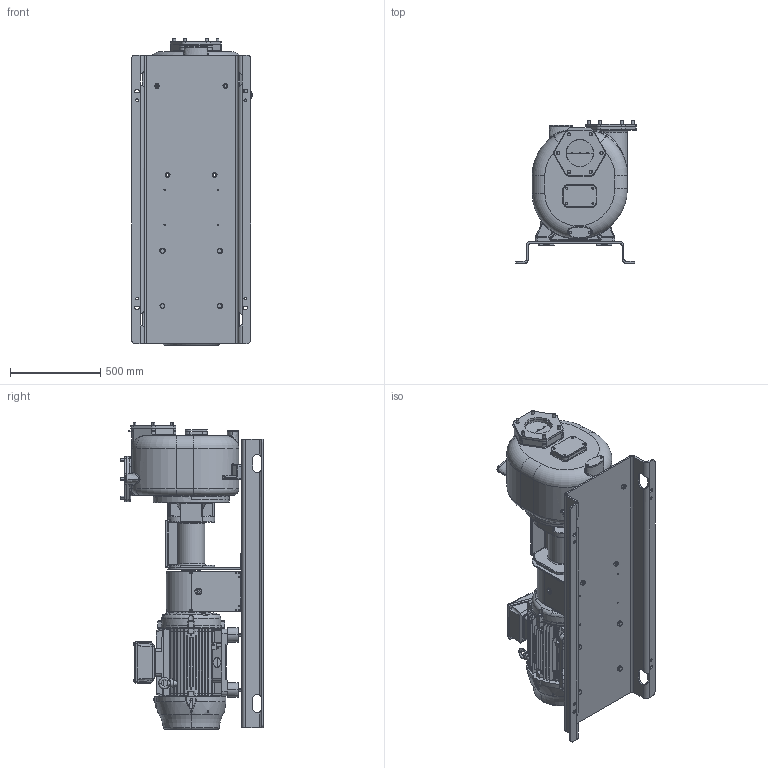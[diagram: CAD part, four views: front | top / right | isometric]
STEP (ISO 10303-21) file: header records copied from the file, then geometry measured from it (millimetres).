
FILE_DESCRIPTION((''),'2;1');
FILE_NAME('ESPORTAZIONE_SW0001','2017-04-04T',('Nicola'),(''),'CREO PARAMETRIC BY PTC INC, 2016380','CREO PARAMETRIC BY PTC INC, 2016380','');
FILE_SCHEMA(('CONFIG_CONTROL_DESIGN'));
Products named in the file (1): ESPORTAZIONE_SW0001
Bounding box: 669.47 x 791 x 1699.26 mm (x, y, z)
Volume: 194125251.8 mm3; surface area: 8217193.4 mm2
Topology: 6 solids, 9 shells, 3621 faces, 9569 edges, 6087 vertices
Faces by surface type: plane 1435, cylinder 1305, cone 369, bspline 324, torus 164, sphere 20, extrusion 4
Entity records: 160952 total; most frequent: CARTESIAN_POINT 73517, ORIENTED_EDGE 19126, DIRECTION 17336, EDGE_CURVE 9563, AXIS2_PLACEMENT_3D 6621, VERTEX_POINT 6087, VECTOR 4094, LINE 4090
